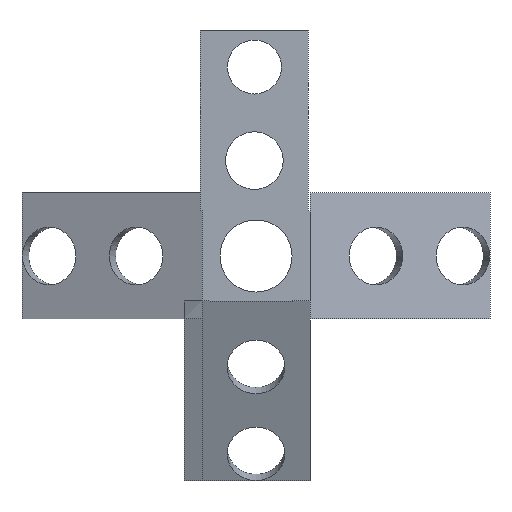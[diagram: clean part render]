
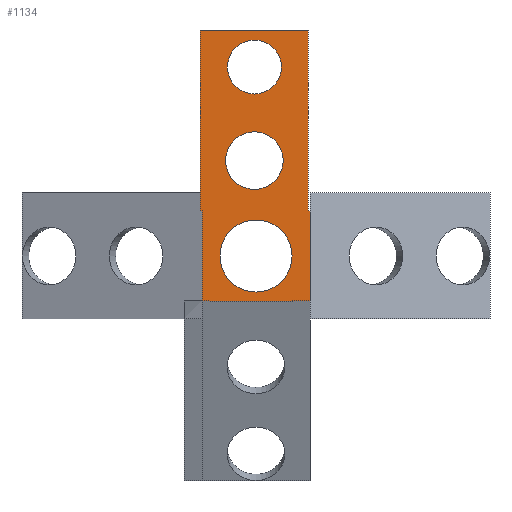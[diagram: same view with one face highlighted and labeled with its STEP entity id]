
A CAD part, front view. The second image highlights one B-rep face of the part: STEP entity #1134.
In plain terms, the highlighted planar face has unit normal (0, -1, 0).
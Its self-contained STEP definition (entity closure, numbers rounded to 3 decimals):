
#45=FACE_BOUND('',#154,.T.);
#46=FACE_BOUND('',#155,.T.);
#47=FACE_BOUND('',#156,.T.);
#63=CIRCLE('',#1225,10.);
#64=CIRCLE('',#1226,7.5);
#65=CIRCLE('',#1227,8.);
#87=FACE_OUTER_BOUND('',#153,.T.);
#153=EDGE_LOOP('',(#794,#795,#796,#797,#798,#799,#800,#801,#802,#803));
#154=EDGE_LOOP('',(#804));
#155=EDGE_LOOP('',(#805));
#156=EDGE_LOOP('',(#806));
#229=LINE('',#1614,#368);
#238=LINE('',#1632,#377);
#251=LINE('',#1662,#390);
#252=LINE('',#1664,#391);
#253=LINE('',#1666,#392);
#254=LINE('',#1668,#393);
#255=LINE('',#1670,#394);
#256=LINE('',#1672,#395);
#257=LINE('',#1674,#396);
#258=LINE('',#1675,#397);
#368=VECTOR('',#1306,10.);
#377=VECTOR('',#1321,10.);
#390=VECTOR('',#1346,10.);
#391=VECTOR('',#1347,10.);
#392=VECTOR('',#1348,10.);
#393=VECTOR('',#1349,10.);
#394=VECTOR('',#1350,10.);
#395=VECTOR('',#1351,10.);
#396=VECTOR('',#1352,10.);
#397=VECTOR('',#1353,10.);
#507=VERTEX_POINT('',#1612);
#508=VERTEX_POINT('',#1613);
#514=VERTEX_POINT('',#1631);
#525=VERTEX_POINT('',#1661);
#526=VERTEX_POINT('',#1663);
#527=VERTEX_POINT('',#1665);
#528=VERTEX_POINT('',#1667);
#529=VERTEX_POINT('',#1669);
#530=VERTEX_POINT('',#1671);
#531=VERTEX_POINT('',#1673);
#532=VERTEX_POINT('',#1676);
#533=VERTEX_POINT('',#1678);
#534=VERTEX_POINT('',#1680);
#604=EDGE_CURVE('',#507,#508,#229,.T.);
#613=EDGE_CURVE('',#508,#514,#238,.T.);
#628=EDGE_CURVE('',#525,#514,#251,.T.);
#629=EDGE_CURVE('',#526,#525,#252,.T.);
#630=EDGE_CURVE('',#526,#527,#253,.T.);
#631=EDGE_CURVE('',#527,#528,#254,.T.);
#632=EDGE_CURVE('',#528,#529,#255,.T.);
#633=EDGE_CURVE('',#529,#530,#256,.T.);
#634=EDGE_CURVE('',#530,#531,#257,.T.);
#635=EDGE_CURVE('',#531,#507,#258,.T.);
#636=EDGE_CURVE('',#532,#532,#63,.T.);
#637=EDGE_CURVE('',#533,#533,#64,.T.);
#638=EDGE_CURVE('',#534,#534,#65,.T.);
#794=ORIENTED_EDGE('',*,*,#604,.T.);
#795=ORIENTED_EDGE('',*,*,#613,.T.);
#796=ORIENTED_EDGE('',*,*,#628,.F.);
#797=ORIENTED_EDGE('',*,*,#629,.F.);
#798=ORIENTED_EDGE('',*,*,#630,.T.);
#799=ORIENTED_EDGE('',*,*,#631,.T.);
#800=ORIENTED_EDGE('',*,*,#632,.T.);
#801=ORIENTED_EDGE('',*,*,#633,.T.);
#802=ORIENTED_EDGE('',*,*,#634,.T.);
#803=ORIENTED_EDGE('',*,*,#635,.T.);
#804=ORIENTED_EDGE('',*,*,#636,.T.);
#805=ORIENTED_EDGE('',*,*,#637,.T.);
#806=ORIENTED_EDGE('',*,*,#638,.T.);
#1079=PLANE('',#1224);
#1134=ADVANCED_FACE('',(#87,#45,#46,#47),#1079,.T.);
#1224=AXIS2_PLACEMENT_3D('',#1660,#1344,#1345);
#1225=AXIS2_PLACEMENT_3D('',#1677,#1354,#1355);
#1226=AXIS2_PLACEMENT_3D('',#1679,#1356,#1357);
#1227=AXIS2_PLACEMENT_3D('',#1681,#1358,#1359);
#1306=DIRECTION('',(0.,0.,1.));
#1321=DIRECTION('',(1.,0.,0.));
#1344=DIRECTION('center_axis',(0.,-1.,0.));
#1345=DIRECTION('ref_axis',(0.,0.,-1.));
#1346=DIRECTION('',(0.,0.,-1.));
#1347=DIRECTION('',(1.,0.,0.));
#1348=DIRECTION('',(0.,0.,1.));
#1349=DIRECTION('',(-1.,0.,0.));
#1350=DIRECTION('',(0.,0.,-1.));
#1351=DIRECTION('',(1.,0.,0.));
#1352=DIRECTION('',(0.,0.,-1.));
#1353=DIRECTION('',(1.,0.,0.));
#1354=DIRECTION('center_axis',(0.,1.,0.));
#1355=DIRECTION('ref_axis',(1.,0.,0.));
#1356=DIRECTION('center_axis',(0.,1.,0.));
#1357=DIRECTION('ref_axis',(1.,0.,0.));
#1358=DIRECTION('center_axis',(0.,1.,0.));
#1359=DIRECTION('ref_axis',(1.,0.,0.));
#1612=CARTESIAN_POINT('',(25.,0.,-25.));
#1613=CARTESIAN_POINT('',(25.,0.,-24.867));
#1614=CARTESIAN_POINT('',(25.,0.,-24.934));
#1631=CARTESIAN_POINT('',(30.,0.,-24.867));
#1632=CARTESIAN_POINT('',(15.,0.,-24.867));
#1660=CARTESIAN_POINT('Origin',(0.,0.,0.));
#1661=CARTESIAN_POINT('',(30.,0.,0.));
#1662=CARTESIAN_POINT('',(30.,0.,0.));
#1663=CARTESIAN_POINT('',(29.562,0.,0.));
#1664=CARTESIAN_POINT('',(0.,0.,0.));
#1665=CARTESIAN_POINT('',(29.562,0.,50.));
#1666=CARTESIAN_POINT('',(29.562,0.,50.));
#1667=CARTESIAN_POINT('',(-0.438,0.,50.));
#1668=CARTESIAN_POINT('',(-0.438,0.,50.));
#1669=CARTESIAN_POINT('',(-0.438,0.,0.));
#1670=CARTESIAN_POINT('',(-0.438,0.,0.));
#1671=CARTESIAN_POINT('',(0.,0.,0.));
#1672=CARTESIAN_POINT('',(29.562,0.,0.));
#1673=CARTESIAN_POINT('',(0.,0.,-25.));
#1674=CARTESIAN_POINT('',(0.,0.,0.));
#1675=CARTESIAN_POINT('',(0.,0.,-25.));
#1676=CARTESIAN_POINT('',(5.,0.,-12.5));
#1677=CARTESIAN_POINT('Origin',(15.,0.,-12.5));
#1678=CARTESIAN_POINT('',(7.062,0.,40.));
#1679=CARTESIAN_POINT('Origin',(14.562,0.,40.));
#1680=CARTESIAN_POINT('',(6.562,0.,14.));
#1681=CARTESIAN_POINT('Origin',(14.562,0.,14.));
